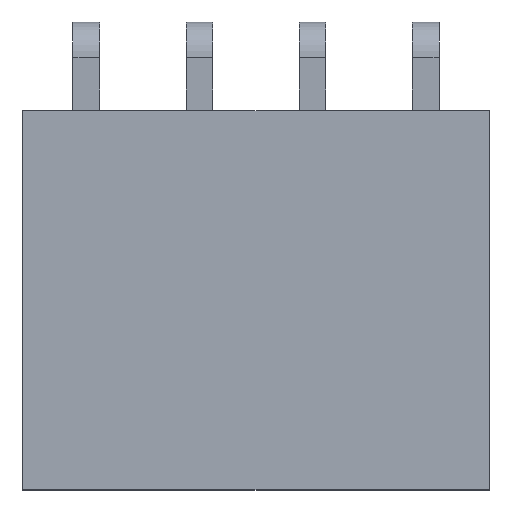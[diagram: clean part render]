
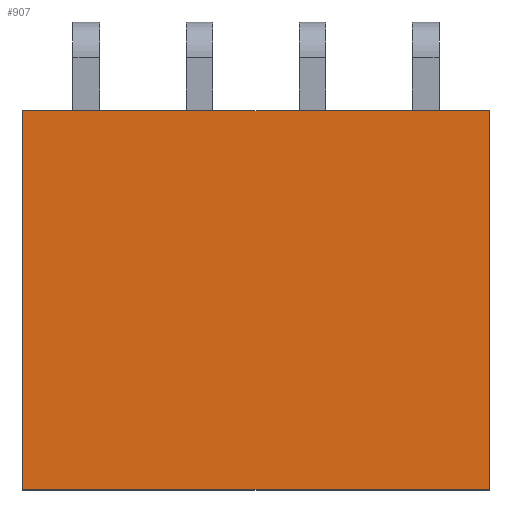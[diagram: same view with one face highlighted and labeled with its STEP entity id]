
A CAD part, top view. The second image highlights one B-rep face of the part: STEP entity #907.
In plain terms, the highlighted planar face has unit normal (0, 0, 1).
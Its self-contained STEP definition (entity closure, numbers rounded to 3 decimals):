
#907=ADVANCED_FACE('',(#1831),#1833,.T.);
#1831=FACE_BOUND('',#1832,.T.);
#1832=EDGE_LOOP('',(#2590,#2591,#2592,#2593));
#1833=PLANE('',#1834);
#1834=AXIS2_PLACEMENT_3D('',#1835,#1836,#1837);
#1835=CARTESIAN_POINT('',(9.04,-10.3,2.5));
#1836=DIRECTION('',(0.,-0.,1.));
#1837=DIRECTION('',(0.,1.,0.));
#2590=ORIENTED_EDGE('',*,*,#3007,.T.);
#2591=ORIENTED_EDGE('',*,*,#3039,.T.);
#2592=ORIENTED_EDGE('',*,*,#3037,.F.);
#2593=ORIENTED_EDGE('',*,*,#3053,.F.);
#3007=EDGE_CURVE('',#3474,#3472,#3475,.T.);
#3037=EDGE_CURVE('',#3524,#3526,#3527,.T.);
#3039=EDGE_CURVE('',#3472,#3526,#3529,.T.);
#3053=EDGE_CURVE('',#3474,#3524,#3545,.T.);
#3472=VERTEX_POINT('',#4398);
#3474=VERTEX_POINT('',#4402);
#3475=LINE('',#4403,#4404);
#3524=VERTEX_POINT('',#4510);
#3526=VERTEX_POINT('',#4514);
#3527=LINE('',#4515,#4516);
#3529=LINE('',#4521,#4522);
#3545=LINE('',#4565,#4566);
#4398=CARTESIAN_POINT('',(9.04,-1.8,2.5));
#4402=CARTESIAN_POINT('',(9.04,-10.3,2.5));
#4403=CARTESIAN_POINT('',(9.04,-10.3,2.5));
#4404=VECTOR('',#4405,1.);
#4405=DIRECTION('',(0.,1.,0.));
#4510=CARTESIAN_POINT('',(-1.42,-10.3,2.5));
#4514=CARTESIAN_POINT('',(-1.42,-1.8,2.5));
#4515=CARTESIAN_POINT('',(-1.42,-10.3,2.5));
#4516=VECTOR('',#4517,1.);
#4517=DIRECTION('',(0.,1.,0.));
#4521=CARTESIAN_POINT('',(9.04,-1.8,2.5));
#4522=VECTOR('',#4523,1.);
#4523=DIRECTION('',(-1.,0.,0.));
#4565=CARTESIAN_POINT('',(9.04,-10.3,2.5));
#4566=VECTOR('',#4567,1.);
#4567=DIRECTION('',(-1.,0.,0.));
